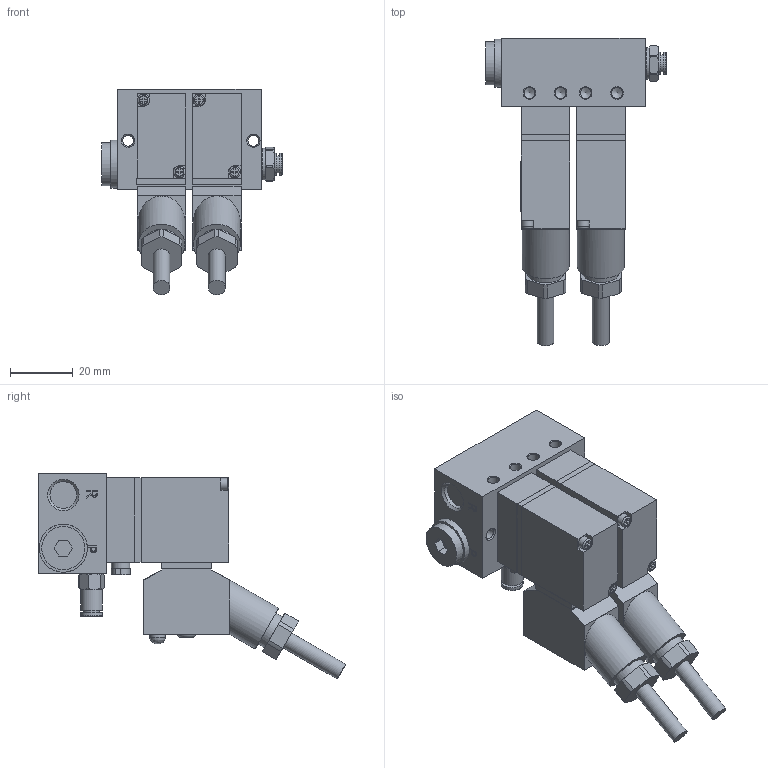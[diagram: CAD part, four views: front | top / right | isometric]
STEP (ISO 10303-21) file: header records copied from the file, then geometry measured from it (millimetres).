
FILE_DESCRIPTION((''),'2;1');
FILE_NAME('224212.stp','2009-01-06T12:37:50',('Franzp'),(''),'Autodesk Inventor 2009','Autodesk Inventor 2009','');
FILE_SCHEMA(('AUTOMOTIVE_DESIGN { 1 0 10303 214 1 1 1 1 }'));
Length unit declared in the file: millimetre
Products named in the file (4): 224212; KJH23-01S; KJH23-M5
Assembly tree (4 placements, depth 2):
  224212
    224212
    KJH23-01S
    KJH23-M5  x2
Bounding box: 57.8 x 98.18 x 65.76 mm (x, y, z)
Volume: 91415 mm3; surface area: 24159.5 mm2
Topology: 4 solids, 5 shells, 531 faces, 1325 edges, 869 vertices
Faces by surface type: plane 330, bspline 90, cylinder 58, cone 44, torus 9
Full cylindrical faces by diameter (mm): 2.2 x1, 3.02 x2, 3.2 x3, 3.8 x4, 5 x6, 5.4 x2, 5.5 x1, 5.9 x2, 7 x6, 10.097 x1, 11.4 x2, 13.8 x1, 15 x2, 15.3 x1
Entity records: 15333 total; most frequent: CARTESIAN_POINT 4088, ORIENTED_EDGE 2284, DIRECTION 1981, EDGE_CURVE 1142, VERTEX_POINT 791, VECTOR 781, LINE 781, EDGE_LOOP 635
